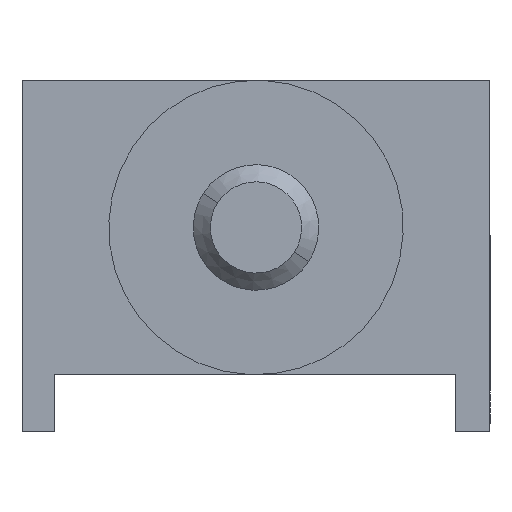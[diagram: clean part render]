
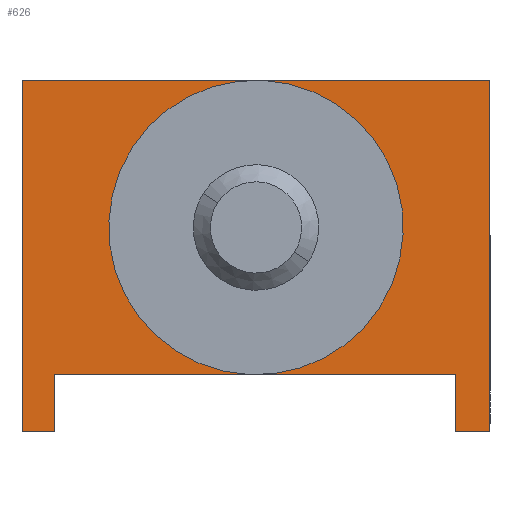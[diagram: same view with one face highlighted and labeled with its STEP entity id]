
A CAD part, left-side view. The second image highlights one B-rep face of the part: STEP entity #626.
In plain terms, the highlighted planar face has unit normal (-1, 0, 0).
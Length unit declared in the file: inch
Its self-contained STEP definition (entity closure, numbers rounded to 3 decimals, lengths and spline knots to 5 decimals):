
#13 = DIRECTION ( 'NONE',  ( 0., 0., 1. ) ) ;
#14 = EDGE_CURVE ( 'NONE', #397, #527, #158, .T. ) ;
#40 = CARTESIAN_POINT ( 'NONE',  ( 0.01179, 1.89443, 0.78004 ) ) ;
#74 = LINE ( 'NONE', #1290, #1334 ) ;
#96 = VECTOR ( 'NONE', #706, 39.37008 ) ;
#125 = VERTEX_POINT ( 'NONE', #577 ) ;
#128 = EDGE_CURVE ( 'NONE', #955, #131, #74, .T. ) ;
#131 = VERTEX_POINT ( 'NONE', #593 ) ;
#135 = EDGE_CURVE ( 'NONE', #1240, #125, #672, .T. ) ;
#158 = LINE ( 'NONE', #1330, #1163 ) ;
#281 = DIRECTION ( 'NONE',  ( 0., -1., 0. ) ) ;
#306 = ORIENTED_EDGE ( 'NONE', *, *, #682, .T. ) ;
#315 = CARTESIAN_POINT ( 'NONE',  ( 0.01179, 0.39836, 0.97689 ) ) ;
#333 = FACE_OUTER_BOUND ( 'NONE', #488, .T. ) ;
#343 = CARTESIAN_POINT ( 'NONE',  ( 0.01179, 0.39836, 0.78004 ) ) ;
#345 = ORIENTED_EDGE ( 'NONE', *, *, #14, .F. ) ;
#355 = EDGE_CURVE ( 'NONE', #1056, #955, #1415, .T. ) ;
#357 = VECTOR ( 'NONE', #13, 39.37008 ) ;
#380 = DIRECTION ( 'NONE',  ( 0., 0., -1. ) ) ;
#397 = VERTEX_POINT ( 'NONE', #1384 ) ;
#406 = CARTESIAN_POINT ( 'NONE',  ( 0.01179, 0.28025, 0.78004 ) ) ;
#421 = ORIENTED_EDGE ( 'NONE', *, *, #128, .F. ) ;
#480 = CARTESIAN_POINT ( 'NONE',  ( 0.01179, 1.89443, 0.78004 ) ) ;
#488 = EDGE_LOOP ( 'NONE', ( #345, #1134, #1413, #1470, #306, #421, #943, #1368 ) ) ;
#527 = VERTEX_POINT ( 'NONE', #1190 ) ;
#542 = VECTOR ( 'NONE', #732, 39.37008 ) ;
#552 = LINE ( 'NONE', #406, #96 ) ;
#572 = DIRECTION ( 'NONE',  ( 0., 1., 0. ) ) ;
#577 = CARTESIAN_POINT ( 'NONE',  ( 0.01179, 0.39836, 0.97689 ) ) ;
#593 = CARTESIAN_POINT ( 'NONE',  ( 0.01179, 0.28025, 1.99263 ) ) ;
#614 = CARTESIAN_POINT ( 'NONE',  ( 0.01179, 1.89443, 0.78004 ) ) ;
#626 = ADVANCED_FACE ( 'NONE', ( #333 ), #1185, .T. ) ;
#644 = LINE ( 'NONE', #315, #861 ) ;
#672 = LINE ( 'NONE', #1358, #357 ) ;
#678 = LINE ( 'NONE', #614, #945 ) ;
#682 = EDGE_CURVE ( 'NONE', #698, #131, #552, .T. ) ;
#698 = VERTEX_POINT ( 'NONE', #1227 ) ;
#706 = DIRECTION ( 'NONE',  ( 0., 0., 1. ) ) ;
#732 = DIRECTION ( 'NONE',  ( 0., -1., 0. ) ) ;
#777 = EDGE_CURVE ( 'NONE', #125, #397, #644, .T. ) ;
#783 = CARTESIAN_POINT ( 'NONE',  ( 0.01179, 1.89443, 0.78004 ) ) ;
#861 = VECTOR ( 'NONE', #572, 39.37008 ) ;
#943 = ORIENTED_EDGE ( 'NONE', *, *, #355, .F. ) ;
#945 = VECTOR ( 'NONE', #281, 39.37008 ) ;
#955 = VERTEX_POINT ( 'NONE', #1130 ) ;
#1038 = EDGE_CURVE ( 'NONE', #1056, #527, #678, .T. ) ;
#1056 = VERTEX_POINT ( 'NONE', #480 ) ;
#1111 = DIRECTION ( 'NONE',  ( 0., 0., 1. ) ) ;
#1130 = CARTESIAN_POINT ( 'NONE',  ( 0.01179, 1.89443, 1.99263 ) ) ;
#1134 = ORIENTED_EDGE ( 'NONE', *, *, #777, .F. ) ;
#1139 = DIRECTION ( 'NONE',  ( -1., 0., 0. ) ) ;
#1144 = DIRECTION ( 'NONE',  ( 0., -1., 0. ) ) ;
#1163 = VECTOR ( 'NONE', #380, 39.37008 ) ;
#1185 = PLANE ( 'NONE',  #1378 ) ;
#1190 = CARTESIAN_POINT ( 'NONE',  ( 0.01179, 1.78236, 0.78004 ) ) ;
#1215 = CARTESIAN_POINT ( 'NONE',  ( 0.01179, 1.89443, 0.78004 ) ) ;
#1227 = CARTESIAN_POINT ( 'NONE',  ( 0.01179, 0.28025, 0.78004 ) ) ;
#1240 = VERTEX_POINT ( 'NONE', #343 ) ;
#1243 = EDGE_CURVE ( 'NONE', #1240, #698, #1345, .T. ) ;
#1290 = CARTESIAN_POINT ( 'NONE',  ( 0.01179, 1.89443, 1.99263 ) ) ;
#1330 = CARTESIAN_POINT ( 'NONE',  ( 0.01179, 1.78236, 0.97689 ) ) ;
#1334 = VECTOR ( 'NONE', #1144, 39.37008 ) ;
#1344 = DIRECTION ( 'NONE',  ( 0., -1., 0. ) ) ;
#1345 = LINE ( 'NONE', #783, #542 ) ;
#1358 = CARTESIAN_POINT ( 'NONE',  ( 0.01179, 0.39836, 0.78004 ) ) ;
#1366 = VECTOR ( 'NONE', #1111, 39.37008 ) ;
#1368 = ORIENTED_EDGE ( 'NONE', *, *, #1038, .T. ) ;
#1378 = AXIS2_PLACEMENT_3D ( 'NONE', #40, #1139, #1344 ) ;
#1384 = CARTESIAN_POINT ( 'NONE',  ( 0.01179, 1.78236, 0.97689 ) ) ;
#1413 = ORIENTED_EDGE ( 'NONE', *, *, #135, .F. ) ;
#1415 = LINE ( 'NONE', #1215, #1366 ) ;
#1470 = ORIENTED_EDGE ( 'NONE', *, *, #1243, .T. ) ;
